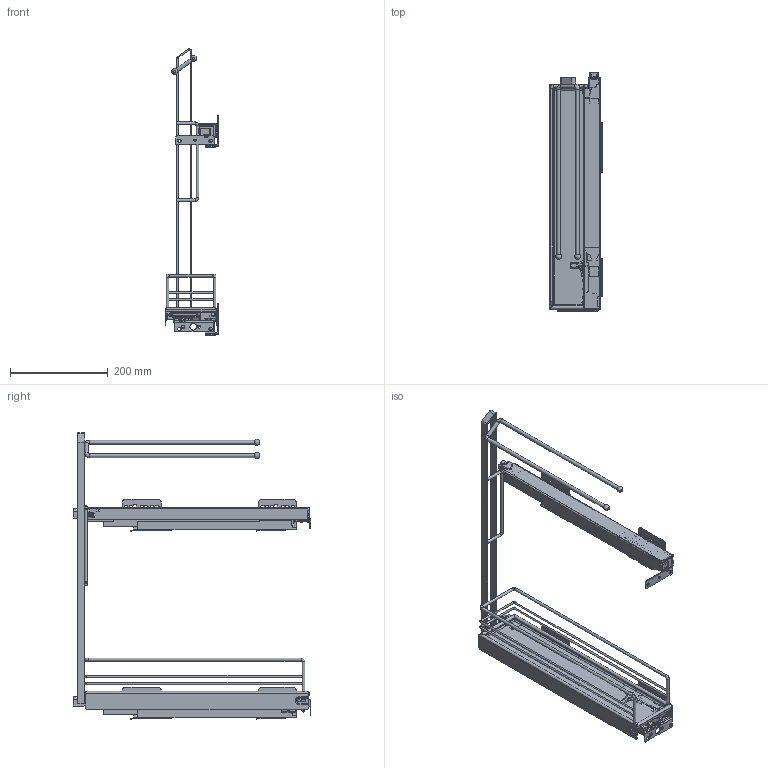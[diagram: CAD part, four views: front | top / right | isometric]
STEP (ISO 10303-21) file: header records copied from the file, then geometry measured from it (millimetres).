
FILE_DESCRIPTION(/* description */ (''),/* implementation_level */ '2;1');
FILE_NAME(/* name */ '3D_200-2808-XX_KB.sat.ipt.stp',/* time_stamp */ '2023-12-07T14:30:38+01:00',/* author */ (''),/* organization */ (''),/* preprocessor_version */ 'ST-DEVELOPER v18.1',/* originating_system */ 'Autodesk Inventor 2021',/* authorisation */ '');
FILE_SCHEMA (('CONFIG_CONTROL_DESIGN'));
Products named in the file (1): 3D_200-2808-XX_KB.sat
Bounding box: 108.2 x 485.99 x 584.32 mm (x, y, z)
Volume: 673724.2 mm3; surface area: 627477.5 mm2
Topology: 6 solids, 54 shells, 2064 faces, 7586 edges, 5332 vertices
Faces by surface type: plane 1134, cylinder 683, torus 96, bspline 83, cone 56, sphere 12
Full cylindrical faces by diameter (mm): 0.2 x4, 3 x1, 3.5 x1, 3.8 x6, 4.5 x1, 5 x2, 5.75 x1, 5.8 x8, 6 x2, 6.5 x4, 6.8 x24, 7 x4, 7.95 x3, 8 x1, 8.8 x1, 12 x1, 14 x1, 16 x1, 30 x1
Entity records: 101072 total; most frequent: CARTESIAN_POINT 35129, DIRECTION 13398, ORIENTED_EDGE 12360, EDGE_CURVE 7585, VERTEX_POINT 5332, LINE 4868, VECTOR 4868, AXIS2_PLACEMENT_3D 4265
